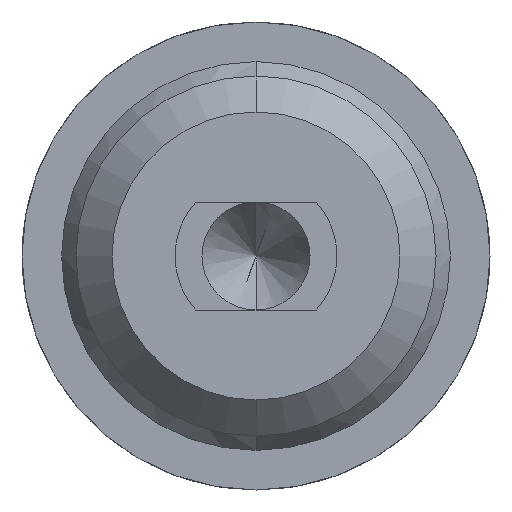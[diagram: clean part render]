
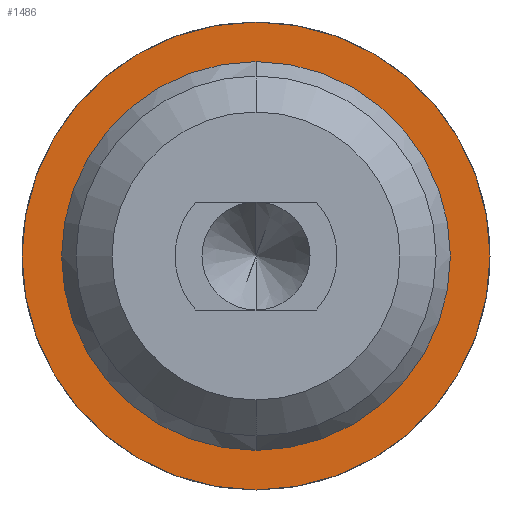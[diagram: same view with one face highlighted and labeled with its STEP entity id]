
A CAD part, front view. The second image highlights one B-rep face of the part: STEP entity #1486.
In plain terms, the highlighted planar face has unit normal (0, -1, 0).
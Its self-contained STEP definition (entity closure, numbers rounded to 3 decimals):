
#115 = CARTESIAN_POINT ( 'NONE',  ( 1.08, 27.9, 0. ) ) ;
#226 = EDGE_LOOP ( 'NONE', ( #1064, #2989 ) ) ;
#362 = AXIS2_PLACEMENT_3D ( 'NONE', #115, #484, #433 ) ;
#433 = DIRECTION ( 'NONE',  ( 0., 0., -1. ) ) ;
#484 = DIRECTION ( 'NONE',  ( 0., -1., 0. ) ) ;
#541 = VERTEX_POINT ( 'NONE', #4207 ) ;
#622 = AXIS2_PLACEMENT_3D ( 'NONE', #4703, #2760, #2355 ) ;
#651 = AXIS2_PLACEMENT_3D ( 'NONE', #2071, #1709, #3183 ) ;
#894 = EDGE_CURVE ( 'Defeature ausgef�hrt3_7+Defeature ausgef�hrt3_8+Defeature ausgef�hrt3_8+Defeature ausgef�hrt3_8', #2669, #1815, #2326, .T. ) ;
#1064 = ORIENTED_EDGE ( 'NONE', *, *, #1540, .F. ) ;
#1329 = CARTESIAN_POINT ( 'NONE',  ( 0., 27.9, 1.3 ) ) ;
#1433 = CARTESIAN_POINT ( 'NONE',  ( 0., 27.9, 1.08 ) ) ;
#1486 = ADVANCED_FACE ( 'Defeature ausgef�hrt3_7', ( #2965, #2323 ), #3100, .T. ) ;
#1540 = EDGE_CURVE ( 'Defeature ausgef�hrt3_6+Defeature ausgef�hrt3_7+Defeature ausgef�hrt3_7+Defeature ausgef�hrt3_7', #541, #2782, #2374, .T. ) ;
#1582 = CIRCLE ( 'NONE', #4461, 1.08 ) ;
#1597 = CARTESIAN_POINT ( 'NONE',  ( 0., 27.9, 0. ) ) ;
#1709 = DIRECTION ( 'NONE',  ( 0., -1., 0. ) ) ;
#1815 = VERTEX_POINT ( 'NONE', #1329 ) ;
#1963 = EDGE_CURVE ( 'Defeature ausgef�hrt3_7+Defeature ausgef�hrt3_8+Defeature ausgef�hrt3_8+Defeature ausgef�hrt3_8', #1815, #2669, #2087, .T. ) ;
#2071 = CARTESIAN_POINT ( 'NONE',  ( 0., 27.9, 0. ) ) ;
#2087 = CIRCLE ( 'NONE', #2478, 1.3 ) ;
#2273 = DIRECTION ( 'NONE',  ( 0., -1., 0. ) ) ;
#2323 = FACE_BOUND ( 'NONE', #226, .T. ) ;
#2326 = CIRCLE ( 'NONE', #622, 1.3 ) ;
#2355 = DIRECTION ( 'NONE',  ( 0., 0., -1. ) ) ;
#2366 = DIRECTION ( 'NONE',  ( 0., -1., 0. ) ) ;
#2374 = CIRCLE ( 'NONE', #651, 1.08 ) ;
#2478 = AXIS2_PLACEMENT_3D ( 'NONE', #3823, #2273, #3421 ) ;
#2669 = VERTEX_POINT ( 'NONE', #2882 ) ;
#2740 = DIRECTION ( 'NONE',  ( 0., 0., -1. ) ) ;
#2760 = DIRECTION ( 'NONE',  ( 0., -1., 0. ) ) ;
#2782 = VERTEX_POINT ( 'NONE', #1433 ) ;
#2882 = CARTESIAN_POINT ( 'NONE',  ( 0., 27.9, -1.3 ) ) ;
#2910 = ORIENTED_EDGE ( 'NONE', *, *, #1963, .T. ) ;
#2965 = FACE_OUTER_BOUND ( 'NONE', #4512, .T. ) ;
#2989 = ORIENTED_EDGE ( 'NONE', *, *, #4152, .F. ) ;
#3100 = PLANE ( 'NONE',  #362 ) ;
#3183 = DIRECTION ( 'NONE',  ( 0., 0., -1. ) ) ;
#3421 = DIRECTION ( 'NONE',  ( 0., 0., -1. ) ) ;
#3823 = CARTESIAN_POINT ( 'NONE',  ( 0., 27.9, 0. ) ) ;
#3952 = ORIENTED_EDGE ( 'NONE', *, *, #894, .T. ) ;
#4152 = EDGE_CURVE ( 'Defeature ausgef�hrt3_6+Defeature ausgef�hrt3_7+Defeature ausgef�hrt3_7+Defeature ausgef�hrt3_7', #2782, #541, #1582, .T. ) ;
#4207 = CARTESIAN_POINT ( 'NONE',  ( 0., 27.9, -1.08 ) ) ;
#4461 = AXIS2_PLACEMENT_3D ( 'NONE', #1597, #2366, #2740 ) ;
#4512 = EDGE_LOOP ( 'NONE', ( #3952, #2910 ) ) ;
#4703 = CARTESIAN_POINT ( 'NONE',  ( 0., 27.9, 0. ) ) ;
